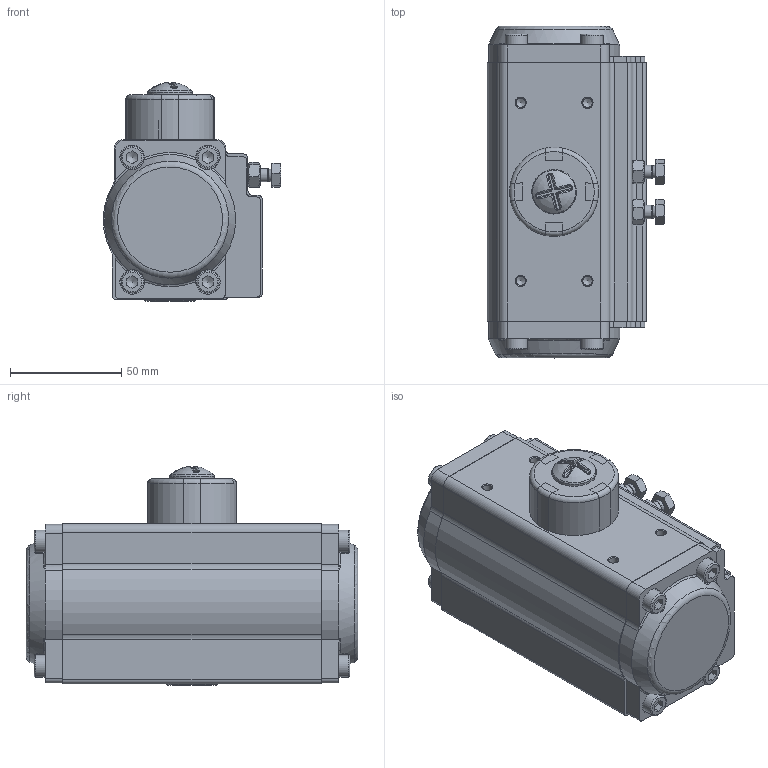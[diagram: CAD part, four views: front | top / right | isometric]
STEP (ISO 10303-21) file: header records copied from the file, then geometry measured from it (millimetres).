
FILE_DESCRIPTION(/* description */ (''),/* implementation_level */ '2;1');
FILE_NAME(/* name */ '5051052449 C-52SR10 F04 9x9.stp',/* time_stamp */ '2016-12-30T14:00:22+08:00',/* author */ (''),/* organization */ (''),/* preprocessor_version */ 'ST-DEVELOPER v15',/* originating_system */ 'SIEMENS PLM Software NX 8.5',/* authorisation */ '');
FILE_SCHEMA (('AUTOMOTIVE_DESIGN { 1 0 10303 214 3 1 1 1 }'));
Length unit declared in the file: millimetre
Products named in the file (21): Adjust screw; C-52-02-R; C-52-02-L; Inside washer; Indicator screw; Indicator; Nut adjust screw; End-cap screw; O-ring end cap; O-ring-pinion bottom; O-ring-pinion top; O-ring adjust screw; Outside washer; Thrust washer; Circlip; Bearing-pinion bottom; Bearing-pinion top; C-52-08; U-52-04 9x9; C-52-01-F04; C-52SR F04 9x9
Assembly tree (31 placements, depth 2):
  C-52SR F04 9x9
    C-52-01-F04
    U-52-04 9x9
    C-52-08
    Bearing-pinion top
    Bearing-pinion bottom
    Circlip
    Thrust washer
    Outside washer
    O-ring adjust screw  x2
    O-ring-pinion top
    O-ring-pinion bottom
    O-ring end cap  x2
    End-cap screw  x8
    Nut adjust screw  x2
    Indicator
    Indicator screw
    Inside washer
    C-52-02-L
    C-52-02-R
    Adjust screw  x2
Bounding box: 79.68 x 149 x 98.23 mm (x, y, z)
Volume: 395682.4 mm3; surface area: 138887.4 mm2
Topology: 48 solids, 48 shells, 1227 faces, 3202 edges, 2073 vertices
Faces by surface type: plane 431, cylinder 427, cone 168, torus 83, extrusion 80, bspline 33, sphere 5
Full cylindrical faces by diameter (mm): 3 x2, 4 x2, 4.2 x12, 4.915 x10, 4.917 x12, 5 x14, 6 x25, 6.001 x2, 6.144 x1, 7 x8, 10 x8, 10.3 x2, 11 x9, 11.4 x2, 12 x2, 12.9 x1, 14 x21, 14.5 x1, 16 x1, 18 x1, 19 x1, 19.4 x2, 20 x1, 22 x2, 23 x5, 51.5 x2, 52 x1, 56.1 x2
Entity records: 37867 total; most frequent: CARTESIAN_POINT 13189, DIRECTION 4913, ORIENTED_EDGE 4788, EDGE_CURVE 2394, AXIS2_PLACEMENT_3D 1915, VERTEX_POINT 1688, EDGE_LOOP 1327, VECTOR 1083
